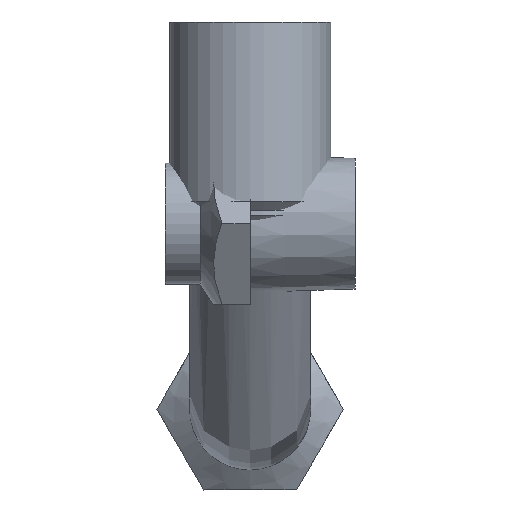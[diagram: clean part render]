
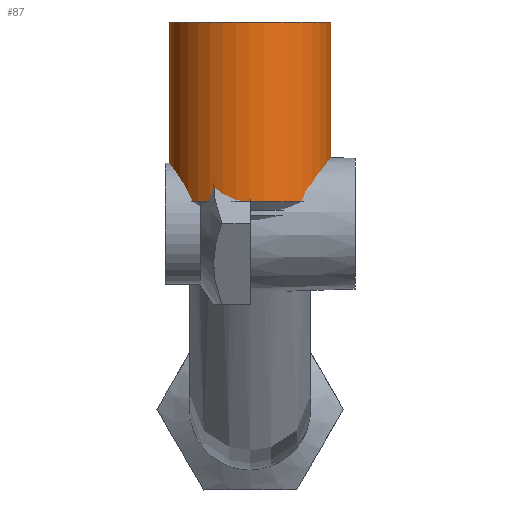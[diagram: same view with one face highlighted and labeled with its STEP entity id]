
A CAD part, left-side view. The second image highlights one B-rep face of the part: STEP entity #87.
In plain terms, the highlighted cylindrical face has radius 10 mm (diameter 20 mm), a full revolution.
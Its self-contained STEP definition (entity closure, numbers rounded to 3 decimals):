
#87 = ADVANCED_FACE( '', ( #187, #188 ), #189, .T. );
#187 = FACE_OUTER_BOUND( '', #309, .T. );
#188 = FACE_OUTER_BOUND( '', #310, .T. );
#189 = CYLINDRICAL_SURFACE( '', #311, 10. );
#309 = EDGE_LOOP( '', ( #465 ) );
#310 = EDGE_LOOP( '', ( #466 ) );
#311 = AXIS2_PLACEMENT_3D( '', #467, #468, #469 );
#465 = ORIENTED_EDGE( '', *, *, #606, .T. );
#466 = ORIENTED_EDGE( '', *, *, #643, .T. );
#467 = CARTESIAN_POINT( '', ( 0., 0., 1.692 ) );
#468 = DIRECTION( '', ( 0., 0., -1. ) );
#469 = DIRECTION( '', ( 1., 0., 0. ) );
#606 = EDGE_CURVE( '', #675, #675, #676, .F. );
#643 = EDGE_CURVE( '', #734, #734, #735, .T. );
#675 = VERTEX_POINT( '', #776 );
#676 = CIRCLE( '', #777, 10. );
#734 = VERTEX_POINT( '', #901 );
#735 = CIRCLE( '', #902, 10. );
#776 = CARTESIAN_POINT( '', ( -10., 0., 2.692 ) );
#777 = AXIS2_PLACEMENT_3D( '', #954, #955, #956 );
#901 = CARTESIAN_POINT( '', ( 10., 0., 24.992 ) );
#902 = AXIS2_PLACEMENT_3D( '', #995, #996, #997 );
#954 = CARTESIAN_POINT( '', ( 0., 0., 2.692 ) );
#955 = DIRECTION( '', ( 0., 0., -1. ) );
#956 = DIRECTION( '', ( -1., 0., 0. ) );
#995 = CARTESIAN_POINT( '', ( 0., 0., 24.992 ) );
#996 = DIRECTION( '', ( 0., 0., -1. ) );
#997 = DIRECTION( '', ( 1., 0., 0. ) );
